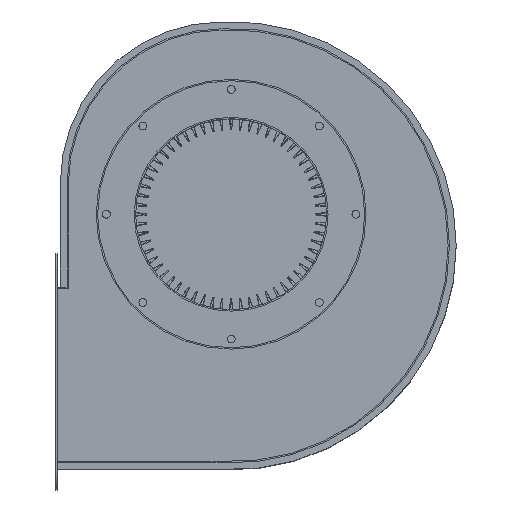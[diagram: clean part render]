
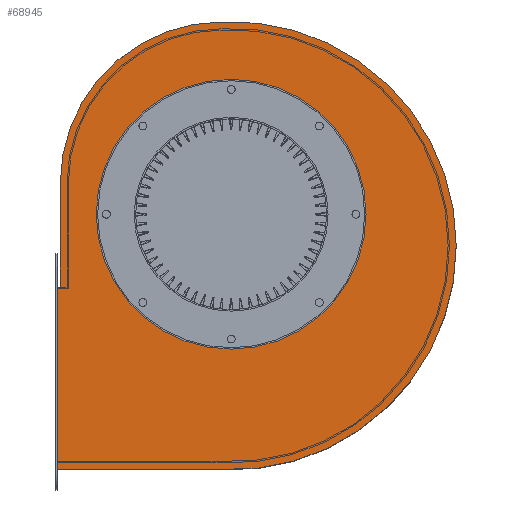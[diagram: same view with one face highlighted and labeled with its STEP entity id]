
A CAD part, top view. The second image highlights one B-rep face of the part: STEP entity #68945.
In plain terms, the highlighted planar face has unit normal (0, 0, 1).
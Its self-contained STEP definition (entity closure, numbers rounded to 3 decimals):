
#1475 = ORIENTED_EDGE ( 'NONE', *, *, #75525, .F. ) ;
#2184 = LINE ( 'NONE', #3622, #41485 ) ;
#2466 = DIRECTION ( 'NONE',  ( 0., 0., -1. ) ) ;
#3622 = CARTESIAN_POINT ( 'NONE',  ( -154.8, 0., 80. ) ) ;
#3744 = CARTESIAN_POINT ( 'NONE',  ( -8.25, 171., 80. ) ) ;
#5047 = PLANE ( 'NONE',  #42445 ) ;
#5509 = CARTESIAN_POINT ( 'NONE',  ( -120., 0., 80. ) ) ;
#8873 = EDGE_CURVE ( 'NONE', #38056, #19357, #14570, .T. ) ;
#9084 = CARTESIAN_POINT ( 'NONE',  ( 200.215, -28., 80. ) ) ;
#10710 = DIRECTION ( 'NONE',  ( 0., 0., -1. ) ) ;
#10884 = CARTESIAN_POINT ( 'NONE',  ( 0., 0., 80. ) ) ;
#11567 = VERTEX_POINT ( 'NONE', #39727 ) ;
#11684 = EDGE_CURVE ( 'NONE', #18639, #14363, #22502, .T. ) ;
#12089 = EDGE_CURVE ( 'NONE', #38056, #69341, #58909, .T. ) ;
#12132 = VERTEX_POINT ( 'NONE', #35242 ) ;
#12538 = DIRECTION ( 'NONE',  ( 0., 0., 1. ) ) ;
#14199 = EDGE_CURVE ( 'NONE', #69341, #46582, #71345, .T. ) ;
#14363 = VERTEX_POINT ( 'NONE', #46296 ) ;
#14570 = LINE ( 'NONE', #73384, #59399 ) ;
#15565 = EDGE_CURVE ( 'NONE', #19357, #60128, #45116, .T. ) ;
#16858 = DIRECTION ( 'NONE',  ( 1., 0., 0. ) ) ;
#18639 = VERTEX_POINT ( 'NONE', #5509 ) ;
#19092 = EDGE_CURVE ( 'NONE', #11567, #12132, #22095, .T. ) ;
#19357 = VERTEX_POINT ( 'NONE', #62670 ) ;
#20357 = ORIENTED_EDGE ( 'NONE', *, *, #14199, .F. ) ;
#21697 = CARTESIAN_POINT ( 'NONE',  ( 1., -28., 80. ) ) ;
#22095 = LINE ( 'NONE', #43567, #47775 ) ;
#22502 = CIRCLE ( 'NONE', #63077, 120. ) ;
#23919 = ORIENTED_EDGE ( 'NONE', *, *, #66609, .F. ) ;
#24252 = DIRECTION ( 'NONE',  ( 1., 0., 0. ) ) ;
#25834 = DIRECTION ( 'NONE',  ( -1., 0., 0. ) ) ;
#27214 = DIRECTION ( 'NONE',  ( 1., 0., 0. ) ) ;
#27540 = CIRCLE ( 'NONE', #73844, 120. ) ;
#28051 = DIRECTION ( 'NONE',  ( 0., 0., 1. ) ) ;
#28526 = ORIENTED_EDGE ( 'NONE', *, *, #53766, .T. ) ;
#28621 = DIRECTION ( 'NONE',  ( 0., 0., 1. ) ) ;
#28773 = DIRECTION ( 'NONE',  ( 1., 0., 0. ) ) ;
#32793 = CIRCLE ( 'NONE', #58826, 199.215 ) ;
#35242 = CARTESIAN_POINT ( 'NONE',  ( -154.8, -227., 80. ) ) ;
#35762 = AXIS2_PLACEMENT_3D ( 'NONE', #21697, #10710, #39899 ) ;
#36501 = FACE_OUTER_BOUND ( 'NONE', #52914, .T. ) ;
#38056 = VERTEX_POINT ( 'NONE', #62740 ) ;
#39096 = DIRECTION ( 'NONE',  ( 0., -1., 0. ) ) ;
#39381 = DIRECTION ( 'NONE',  ( 0., -1., 0. ) ) ;
#39727 = CARTESIAN_POINT ( 'NONE',  ( -8.25, -227., 80. ) ) ;
#39899 = DIRECTION ( 'NONE',  ( 1., 0., 0. ) ) ;
#41485 = VECTOR ( 'NONE', #39381, 1000. ) ;
#42445 = AXIS2_PLACEMENT_3D ( 'NONE', #10884, #28051, #28773 ) ;
#43567 = CARTESIAN_POINT ( 'NONE',  ( 0., -227., 80. ) ) ;
#45116 = LINE ( 'NONE', #50777, #73498 ) ;
#45667 = DIRECTION ( 'NONE',  ( -1., 0., 0. ) ) ;
#46037 = CARTESIAN_POINT ( 'NONE',  ( -8.25, 27.25, 80. ) ) ;
#46296 = CARTESIAN_POINT ( 'NONE',  ( 120., 0., 80. ) ) ;
#46582 = VERTEX_POINT ( 'NONE', #9084 ) ;
#47775 = VECTOR ( 'NONE', #25834, 1000. ) ;
#50777 = CARTESIAN_POINT ( 'NONE',  ( 0., -64.8, 80. ) ) ;
#52775 = ORIENTED_EDGE ( 'NONE', *, *, #15565, .T. ) ;
#52914 = EDGE_LOOP ( 'NONE', ( #52775, #28526, #74915, #23919, #20357, #75130, #55830 ) ) ;
#52961 = CARTESIAN_POINT ( 'NONE',  ( 0., 0., 80. ) ) ;
#53247 = CARTESIAN_POINT ( 'NONE',  ( -154.8, -64.8, 80. ) ) ;
#53766 = EDGE_CURVE ( 'NONE', #60128, #12132, #2184, .T. ) ;
#55830 = ORIENTED_EDGE ( 'NONE', *, *, #8873, .T. ) ;
#56222 = AXIS2_PLACEMENT_3D ( 'NONE', #46037, #58463, #69814 ) ;
#58463 = DIRECTION ( 'NONE',  ( 0., 0., -1. ) ) ;
#58826 = AXIS2_PLACEMENT_3D ( 'NONE', #67959, #2466, #27214 ) ;
#58909 = CIRCLE ( 'NONE', #56222, 143.75 ) ;
#59399 = VECTOR ( 'NONE', #39096, 1000. ) ;
#60128 = VERTEX_POINT ( 'NONE', #53247 ) ;
#62670 = CARTESIAN_POINT ( 'NONE',  ( -152., -64.8, 80. ) ) ;
#62740 = CARTESIAN_POINT ( 'NONE',  ( -152., 27.25, 80. ) ) ;
#63077 = AXIS2_PLACEMENT_3D ( 'NONE', #52961, #12538, #24252 ) ;
#64487 = ORIENTED_EDGE ( 'NONE', *, *, #11684, .F. ) ;
#66609 = EDGE_CURVE ( 'NONE', #46582, #11567, #32793, .T. ) ;
#67959 = CARTESIAN_POINT ( 'NONE',  ( 1., -28., 80. ) ) ;
#68945 = ADVANCED_FACE ( 'NONE', ( #74132, #36501 ), #5047, .T. ) ;
#69341 = VERTEX_POINT ( 'NONE', #3744 ) ;
#69369 = CARTESIAN_POINT ( 'NONE',  ( 0., 0., 80. ) ) ;
#69814 = DIRECTION ( 'NONE',  ( 1., 0., 0. ) ) ;
#71345 = CIRCLE ( 'NONE', #35762, 199.215 ) ;
#73384 = CARTESIAN_POINT ( 'NONE',  ( -152., 0., 80. ) ) ;
#73498 = VECTOR ( 'NONE', #45667, 1000. ) ;
#73844 = AXIS2_PLACEMENT_3D ( 'NONE', #69369, #28621, #16858 ) ;
#74132 = FACE_BOUND ( 'NONE', #74160, .T. ) ;
#74160 = EDGE_LOOP ( 'NONE', ( #64487, #1475 ) ) ;
#74915 = ORIENTED_EDGE ( 'NONE', *, *, #19092, .F. ) ;
#75130 = ORIENTED_EDGE ( 'NONE', *, *, #12089, .F. ) ;
#75525 = EDGE_CURVE ( 'NONE', #14363, #18639, #27540, .T. ) ;
